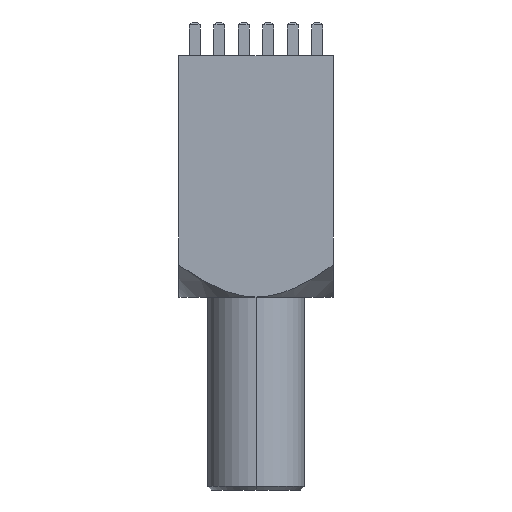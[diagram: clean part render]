
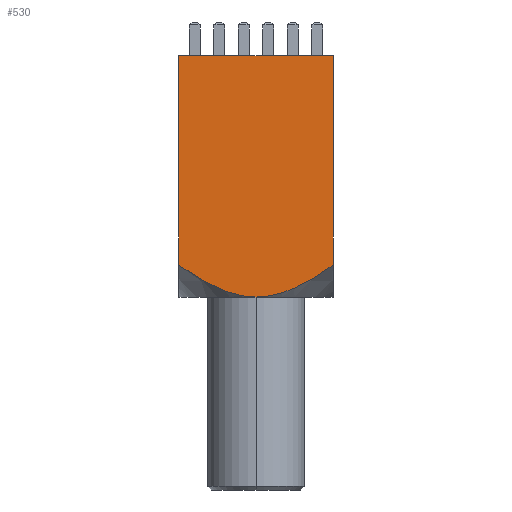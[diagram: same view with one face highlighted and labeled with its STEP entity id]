
A CAD part, left-side view. The second image highlights one B-rep face of the part: STEP entity #530.
In plain terms, the highlighted planar face has unit normal (-1, 0, 0).
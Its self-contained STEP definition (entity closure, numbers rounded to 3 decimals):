
#530 = ADVANCED_FACE ( 'NONE', ( #2484 ), #2485, .F. ) ;
#763 = VECTOR ( 'NONE', #6432, 1000. ) ;
#770 = VECTOR ( 'NONE', #6503, 1000. ) ;
#798 = VECTOR ( 'NONE', #6620, 1000. ) ;
#1925 = EDGE_LOOP ( 'NONE', ( #3807, #3808, #3809, #3810, #3811 ) ) ;
#2478 = CARTESIAN_POINT ( 'NONE',  ( -8., -8., 25. ) ) ;
#2484 = FACE_OUTER_BOUND ( 'NONE', #1925, .T. ) ;
#2485 = PLANE ( 'NONE',  #3438 ) ;
#2487 = DIRECTION ( 'NONE',  ( 1., 0., 0. ) ) ;
#2488 = DIRECTION ( 'NONE',  ( 0., 0., -1. ) ) ;
#3074 = VERTEX_POINT ( 'NONE', #3868 ) ;
#3406 = VERTEX_POINT ( 'NONE', #5527 ) ;
#3438 = AXIS2_PLACEMENT_3D ( 'NONE', #2478, #2487, #2488 ) ;
#3807 = ORIENTED_EDGE ( 'NONE', *, *, #4364, .T. ) ;
#3808 = ORIENTED_EDGE ( 'NONE', *, *, #4377, .T. ) ;
#3809 = ORIENTED_EDGE ( 'NONE', *, *, #4371, .T. ) ;
#3810 = ORIENTED_EDGE ( 'NONE', *, *, #4375, .F. ) ;
#3811 = ORIENTED_EDGE ( 'NONE', *, *, #4404, .F. ) ;
#3858 = B_SPLINE_CURVE_WITH_KNOTS ( 'NONE', 3,
 ( #6470, #6469, #6456, #6471, #6472, #6473, #6474, #6475, #6476, #6477, #6478, #6479 ),
 .UNSPECIFIED., .F., .F.,
 ( 4, 2, 2, 2, 2, 4 ),
 ( 0.046, 0.047, 0.048, 0.05, 0.052, 0.054 ),
 .UNSPECIFIED. ) ;
#3862 = B_SPLINE_CURVE_WITH_KNOTS ( 'NONE', 3,
 ( #6480, #6504, #6517, #6518, #6519, #6520, #6521, #6522, #6523, #6524, #6525, #6526, #6527, #6528 ),
 .UNSPECIFIED., .F., .F.,
 ( 4, 2, 2, 2, 2, 2, 4 ),
 ( 0.037, 0.039, 0.041, 0.042, 0.044, 0.045, 0.046 ),
 .UNSPECIFIED. ) ;
#3868 = CARTESIAN_POINT ( 'NONE',  ( -8., -8., 25. ) ) ;
#4364 = EDGE_CURVE ( 'NONE', #3406, #8429, #6417, .T. ) ;
#4371 = EDGE_CURVE ( 'NONE', #8423, #8415, #3858, .T. ) ;
#4375 = EDGE_CURVE ( 'NONE', #3074, #8415, #6500, .T. ) ;
#4377 = EDGE_CURVE ( 'NONE', #8429, #8423, #3862, .T. ) ;
#4404 = EDGE_CURVE ( 'NONE', #3406, #3074, #6618, .T. ) ;
#5527 = CARTESIAN_POINT ( 'NONE',  ( -8., 8., 25. ) ) ;
#6417 = LINE ( 'NONE', #6429, #763 ) ;
#6429 = CARTESIAN_POINT ( 'NONE',  ( -8., 8., 25. ) ) ;
#6432 = DIRECTION ( 'NONE',  ( 0., 0., -1. ) ) ;
#6456 = CARTESIAN_POINT ( 'NONE',  ( -8., -0.731, 0.025 ) ) ;
#6469 = CARTESIAN_POINT ( 'NONE',  ( -8., -0.366, 0. ) ) ;
#6470 = CARTESIAN_POINT ( 'NONE',  ( -8., 0., 0. ) ) ;
#6471 = CARTESIAN_POINT ( 'NONE',  ( -8., -1.456, 0.123 ) ) ;
#6472 = CARTESIAN_POINT ( 'NONE',  ( -8., -1.819, 0.197 ) ) ;
#6473 = CARTESIAN_POINT ( 'NONE',  ( -8., -2.891, 0.478 ) ) ;
#6474 = CARTESIAN_POINT ( 'NONE',  ( -8., -3.573, 0.742 ) ) ;
#6475 = CARTESIAN_POINT ( 'NONE',  ( -8., -4.897, 1.361 ) ) ;
#6476 = CARTESIAN_POINT ( 'NONE',  ( -8., -5.541, 1.719 ) ) ;
#6477 = CARTESIAN_POINT ( 'NONE',  ( -8., -6.795, 2.485 ) ) ;
#6478 = CARTESIAN_POINT ( 'NONE',  ( -8., -7.403, 2.892 ) ) ;
#6479 = CARTESIAN_POINT ( 'NONE',  ( -8., -8., 3.314 ) ) ;
#6480 = CARTESIAN_POINT ( 'NONE',  ( -8., 8., 3.314 ) ) ;
#6500 = LINE ( 'NONE', #6502, #770 ) ;
#6502 = CARTESIAN_POINT ( 'NONE',  ( -8., -8., 25. ) ) ;
#6503 = DIRECTION ( 'NONE',  ( 0., 0., -1. ) ) ;
#6504 = CARTESIAN_POINT ( 'NONE',  ( -8., 7.405, 2.893 ) ) ;
#6517 = CARTESIAN_POINT ( 'NONE',  ( -8., 6.8, 2.488 ) ) ;
#6518 = CARTESIAN_POINT ( 'NONE',  ( -8., 5.557, 1.728 ) ) ;
#6519 = CARTESIAN_POINT ( 'NONE',  ( -8., 4.92, 1.373 ) ) ;
#6520 = CARTESIAN_POINT ( 'NONE',  ( -8., 3.922, 0.905 ) ) ;
#6521 = CARTESIAN_POINT ( 'NONE',  ( -8., 3.581, 0.759 ) ) ;
#6522 = CARTESIAN_POINT ( 'NONE',  ( -8., 2.89, 0.5 ) ) ;
#6523 = CARTESIAN_POINT ( 'NONE',  ( -8., 2.541, 0.387 ) ) ;
#6524 = CARTESIAN_POINT ( 'NONE',  ( -8., 1.831, 0.2 ) ) ;
#6525 = CARTESIAN_POINT ( 'NONE',  ( -8., 1.47, 0.126 ) ) ;
#6526 = CARTESIAN_POINT ( 'NONE',  ( -8., 0.737, 0.026 ) ) ;
#6527 = CARTESIAN_POINT ( 'NONE',  ( -8., 0.367, 0. ) ) ;
#6528 = CARTESIAN_POINT ( 'NONE',  ( -8., 0., 0. ) ) ;
#6618 = LINE ( 'NONE', #6619, #798 ) ;
#6619 = CARTESIAN_POINT ( 'NONE',  ( -8., -8., 25. ) ) ;
#6620 = DIRECTION ( 'NONE',  ( 0., -1., 0. ) ) ;
#6661 = CARTESIAN_POINT ( 'NONE',  ( -8., -8., 3.314 ) ) ;
#6669 = CARTESIAN_POINT ( 'NONE',  ( -8., 0., 0. ) ) ;
#6675 = CARTESIAN_POINT ( 'NONE',  ( -8., 8., 3.314 ) ) ;
#8415 = VERTEX_POINT ( 'NONE', #6661 ) ;
#8423 = VERTEX_POINT ( 'NONE', #6669 ) ;
#8429 = VERTEX_POINT ( 'NONE', #6675 ) ;
